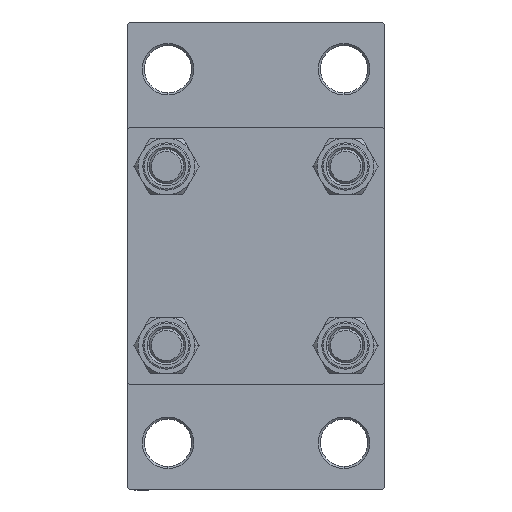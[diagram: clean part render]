
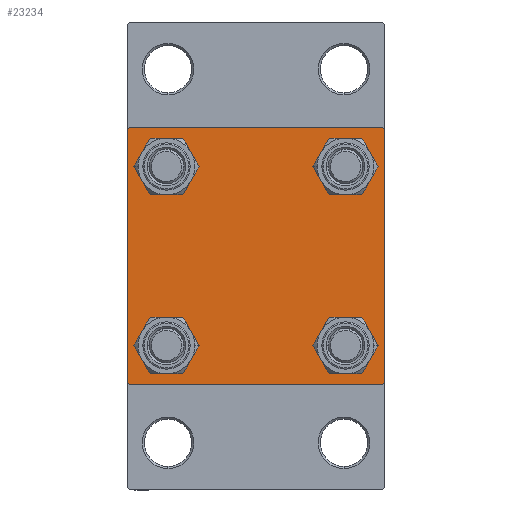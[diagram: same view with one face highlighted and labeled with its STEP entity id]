
A CAD part, left-side view. The second image highlights one B-rep face of the part: STEP entity #23234.
In plain terms, the highlighted planar face has unit normal (-1, 0, 0).
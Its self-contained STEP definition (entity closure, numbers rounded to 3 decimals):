
#169 = EDGE_CURVE ( 'NONE', #8770, #21858, #25371, .T. ) ;
#472 = CARTESIAN_POINT ( 'NONE',  ( 0., -20.85, 20.85 ) ) ;
#950 = CARTESIAN_POINT ( 'NONE',  ( 0., 20.85, 20.85 ) ) ;
#965 = ORIENTED_EDGE ( 'NONE', *, *, #6829, .T. ) ;
#1892 = LINE ( 'NONE', #20395, #20049 ) ;
#2145 = ORIENTED_EDGE ( 'NONE', *, *, #45351, .T. ) ;
#2225 = CARTESIAN_POINT ( 'NONE',  ( 0., -20.85, -20.85 ) ) ;
#3140 = CARTESIAN_POINT ( 'NONE',  ( 0., 29.5, 30. ) ) ;
#4001 = AXIS2_PLACEMENT_3D ( 'NONE', #26247, #40895, #26946 ) ;
#4364 = VERTEX_POINT ( 'NONE', #8530 ) ;
#5425 = VERTEX_POINT ( 'NONE', #42409 ) ;
#5970 = CARTESIAN_POINT ( 'NONE',  ( 0., -20.85, -25.35 ) ) ;
#6623 = CARTESIAN_POINT ( 'NONE',  ( 0., 20.85, -25.35 ) ) ;
#6625 = CARTESIAN_POINT ( 'NONE',  ( 0., 0., 0. ) ) ;
#6791 = ORIENTED_EDGE ( 'NONE', *, *, #9537, .T. ) ;
#6829 = EDGE_CURVE ( 'NONE', #35087, #38034, #32222, .T. ) ;
#6870 = CARTESIAN_POINT ( 'NONE',  ( 0., 30., 30. ) ) ;
#7258 = AXIS2_PLACEMENT_3D ( 'NONE', #39513, #17397, #31832 ) ;
#7403 = LINE ( 'NONE', #21828, #38515 ) ;
#7743 = ORIENTED_EDGE ( 'NONE', *, *, #29707, .T. ) ;
#8387 = AXIS2_PLACEMENT_3D ( 'NONE', #472, #36762, #33633 ) ;
#8530 = CARTESIAN_POINT ( 'NONE',  ( 0., 20.85, 25.35 ) ) ;
#8770 = VERTEX_POINT ( 'NONE', #3140 ) ;
#8968 = VERTEX_POINT ( 'NONE', #5970 ) ;
#9148 = ORIENTED_EDGE ( 'NONE', *, *, #18220, .T. ) ;
#9537 = EDGE_CURVE ( 'NONE', #32714, #5425, #13010, .T. ) ;
#10520 = CARTESIAN_POINT ( 'NONE',  ( 0., 30., -30. ) ) ;
#10801 = EDGE_LOOP ( 'NONE', ( #7743, #965 ) ) ;
#12230 = VECTOR ( 'NONE', #35368, 1000. ) ;
#12308 = DIRECTION ( 'NONE',  ( 0., 0., 1. ) ) ;
#12495 = CIRCLE ( 'NONE', #40914, 4.5 ) ;
#12704 = DIRECTION ( 'NONE',  ( 0., -0.707, 0.707 ) ) ;
#13010 = LINE ( 'NONE', #45238, #12230 ) ;
#13578 = EDGE_LOOP ( 'NONE', ( #45578, #39454 ) ) ;
#13834 = FACE_BOUND ( 'NONE', #10801, .T. ) ;
#13926 = CIRCLE ( 'NONE', #30826, 4.5 ) ;
#14077 = FACE_BOUND ( 'NONE', #13578, .T. ) ;
#14313 = PLANE ( 'NONE',  #19536 ) ;
#15251 = EDGE_CURVE ( 'NONE', #47049, #8968, #13926, .T. ) ;
#15425 = VERTEX_POINT ( 'NONE', #32745 ) ;
#15608 = DIRECTION ( 'NONE',  ( 0., 0., 1. ) ) ;
#15779 = CARTESIAN_POINT ( 'NONE',  ( 0., 20.85, -16.35 ) ) ;
#16495 = EDGE_CURVE ( 'NONE', #20439, #46147, #23925, .T. ) ;
#16883 = DIRECTION ( 'NONE',  ( 1., 0., 0. ) ) ;
#17262 = LINE ( 'NONE', #10520, #18159 ) ;
#17337 = VECTOR ( 'NONE', #38157, 1000. ) ;
#17397 = DIRECTION ( 'NONE',  ( 1., 0., 0. ) ) ;
#17835 = EDGE_LOOP ( 'NONE', ( #31482, #43334 ) ) ;
#18159 = VECTOR ( 'NONE', #21113, 1000. ) ;
#18220 = EDGE_CURVE ( 'NONE', #8968, #47049, #12495, .T. ) ;
#18546 = CARTESIAN_POINT ( 'NONE',  ( 0., 30., -29.5 ) ) ;
#19251 = VERTEX_POINT ( 'NONE', #33688 ) ;
#19536 = AXIS2_PLACEMENT_3D ( 'NONE', #6625, #40020, #21519 ) ;
#19633 = AXIS2_PLACEMENT_3D ( 'NONE', #950, #22106, #15608 ) ;
#19755 = DIRECTION ( 'NONE',  ( 1., 0., 0. ) ) ;
#19769 = DIRECTION ( 'NONE',  ( 0., 0., 1. ) ) ;
#19988 = CARTESIAN_POINT ( 'NONE',  ( 0., -20.85, 16.35 ) ) ;
#20049 = VECTOR ( 'NONE', #12704, 1000. ) ;
#20395 = CARTESIAN_POINT ( 'NONE',  ( 0., -29.75, -29.75 ) ) ;
#20439 = VERTEX_POINT ( 'NONE', #15779 ) ;
#21113 = DIRECTION ( 'NONE',  ( 0., -1., 0. ) ) ;
#21380 = EDGE_CURVE ( 'NONE', #47306, #32714, #38030, .T. ) ;
#21393 = EDGE_CURVE ( 'NONE', #19251, #4364, #42479, .T. ) ;
#21519 = DIRECTION ( 'NONE',  ( 0., 0., 1. ) ) ;
#21673 = VECTOR ( 'NONE', #29784, 1000. ) ;
#21828 = CARTESIAN_POINT ( 'NONE',  ( 0., -29.75, 29.75 ) ) ;
#21858 = VERTEX_POINT ( 'NONE', #46375 ) ;
#21943 = CIRCLE ( 'NONE', #19633, 4.5 ) ;
#21992 = FACE_BOUND ( 'NONE', #23283, .T. ) ;
#22106 = DIRECTION ( 'NONE',  ( 1., 0., 0. ) ) ;
#23234 = ADVANCED_FACE ( 'NONE', ( #13834, #21992, #14077, #28743, #29206 ), #14313, .T. ) ;
#23283 = EDGE_LOOP ( 'NONE', ( #25705, #9148 ) ) ;
#23344 = ORIENTED_EDGE ( 'NONE', *, *, #44506, .T. ) ;
#23364 = CARTESIAN_POINT ( 'NONE',  ( 0., 30., 30. ) ) ;
#23493 = CARTESIAN_POINT ( 'NONE',  ( 0., 29.75, 29.75 ) ) ;
#23925 = CIRCLE ( 'NONE', #4001, 4.5 ) ;
#25051 = DIRECTION ( 'NONE',  ( 0., 0., 1. ) ) ;
#25371 = LINE ( 'NONE', #6870, #46398 ) ;
#25705 = ORIENTED_EDGE ( 'NONE', *, *, #15251, .T. ) ;
#26247 = CARTESIAN_POINT ( 'NONE',  ( 0., 20.85, -20.85 ) ) ;
#26946 = DIRECTION ( 'NONE',  ( 0., 0., 1. ) ) ;
#28493 = AXIS2_PLACEMENT_3D ( 'NONE', #45169, #45397, #30731 ) ;
#28743 = FACE_BOUND ( 'NONE', #17835, .T. ) ;
#28752 = DIRECTION ( 'NONE',  ( 0., -1., 0. ) ) ;
#29206 = FACE_OUTER_BOUND ( 'NONE', #43411, .T. ) ;
#29383 = CARTESIAN_POINT ( 'NONE',  ( 0., -20.85, 25.35 ) ) ;
#29682 = EDGE_CURVE ( 'NONE', #15425, #34484, #1892, .T. ) ;
#29707 = EDGE_CURVE ( 'NONE', #38034, #35087, #39236, .T. ) ;
#29784 = DIRECTION ( 'NONE',  ( 0., 0., -1. ) ) ;
#30731 = DIRECTION ( 'NONE',  ( 0., 0., 1. ) ) ;
#30760 = EDGE_CURVE ( 'NONE', #47259, #21858, #7403, .T. ) ;
#30826 = AXIS2_PLACEMENT_3D ( 'NONE', #2225, #16883, #25051 ) ;
#31482 = ORIENTED_EDGE ( 'NONE', *, *, #40223, .T. ) ;
#31757 = VECTOR ( 'NONE', #38267, 1000. ) ;
#31819 = CARTESIAN_POINT ( 'NONE',  ( 0., -30., 29.5 ) ) ;
#31832 = DIRECTION ( 'NONE',  ( 0., 0., 1. ) ) ;
#32222 = CIRCLE ( 'NONE', #8387, 4.5 ) ;
#32714 = VERTEX_POINT ( 'NONE', #18546 ) ;
#32745 = CARTESIAN_POINT ( 'NONE',  ( 0., -29.5, -30. ) ) ;
#32910 = EDGE_CURVE ( 'NONE', #47259, #34484, #40830, .T. ) ;
#33633 = DIRECTION ( 'NONE',  ( 0., 0., 1. ) ) ;
#33688 = CARTESIAN_POINT ( 'NONE',  ( 0., 20.85, 16.35 ) ) ;
#34055 = ORIENTED_EDGE ( 'NONE', *, *, #169, .F. ) ;
#34373 = ORIENTED_EDGE ( 'NONE', *, *, #32910, .F. ) ;
#34484 = VERTEX_POINT ( 'NONE', #35063 ) ;
#35063 = CARTESIAN_POINT ( 'NONE',  ( 0., -30., -29.5 ) ) ;
#35087 = VERTEX_POINT ( 'NONE', #19988 ) ;
#35368 = DIRECTION ( 'NONE',  ( 0., -0.707, -0.707 ) ) ;
#36168 = EDGE_CURVE ( 'NONE', #46147, #20439, #42547, .T. ) ;
#36494 = CARTESIAN_POINT ( 'NONE',  ( 0., -20.85, -16.35 ) ) ;
#36762 = DIRECTION ( 'NONE',  ( 1., 0., 0. ) ) ;
#37161 = AXIS2_PLACEMENT_3D ( 'NONE', #37562, #19755, #12308 ) ;
#37215 = DIRECTION ( 'NONE',  ( 0., 0.707, 0.707 ) ) ;
#37477 = ORIENTED_EDGE ( 'NONE', *, *, #29682, .T. ) ;
#37562 = CARTESIAN_POINT ( 'NONE',  ( 0., 20.85, 20.85 ) ) ;
#38030 = LINE ( 'NONE', #23364, #31757 ) ;
#38034 = VERTEX_POINT ( 'NONE', #29383 ) ;
#38157 = DIRECTION ( 'NONE',  ( 0., 0.707, -0.707 ) ) ;
#38267 = DIRECTION ( 'NONE',  ( 0., 0., -1. ) ) ;
#38514 = CARTESIAN_POINT ( 'NONE',  ( 0., -20.85, -20.85 ) ) ;
#38515 = VECTOR ( 'NONE', #37215, 1000. ) ;
#39236 = CIRCLE ( 'NONE', #28493, 4.5 ) ;
#39454 = ORIENTED_EDGE ( 'NONE', *, *, #36168, .T. ) ;
#39513 = CARTESIAN_POINT ( 'NONE',  ( 0., 20.85, -20.85 ) ) ;
#40020 = DIRECTION ( 'NONE',  ( -1., 0., 0. ) ) ;
#40223 = EDGE_CURVE ( 'NONE', #4364, #19251, #21943, .T. ) ;
#40830 = LINE ( 'NONE', #43967, #21673 ) ;
#40895 = DIRECTION ( 'NONE',  ( 1., 0., 0. ) ) ;
#40914 = AXIS2_PLACEMENT_3D ( 'NONE', #38514, #42120, #19769 ) ;
#41324 = ORIENTED_EDGE ( 'NONE', *, *, #21380, .T. ) ;
#42120 = DIRECTION ( 'NONE',  ( 1., 0., 0. ) ) ;
#42409 = CARTESIAN_POINT ( 'NONE',  ( 0., 29.5, -30. ) ) ;
#42479 = CIRCLE ( 'NONE', #37161, 4.5 ) ;
#42547 = CIRCLE ( 'NONE', #7258, 4.5 ) ;
#43334 = ORIENTED_EDGE ( 'NONE', *, *, #21393, .T. ) ;
#43411 = EDGE_LOOP ( 'NONE', ( #41324, #6791, #2145, #37477, #34373, #46425, #34055, #23344 ) ) ;
#43967 = CARTESIAN_POINT ( 'NONE',  ( 0., -30., 30. ) ) ;
#44506 = EDGE_CURVE ( 'NONE', #8770, #47306, #46090, .T. ) ;
#45169 = CARTESIAN_POINT ( 'NONE',  ( 0., -20.85, 20.85 ) ) ;
#45238 = CARTESIAN_POINT ( 'NONE',  ( 0., 29.75, -29.75 ) ) ;
#45351 = EDGE_CURVE ( 'NONE', #5425, #15425, #17262, .T. ) ;
#45397 = DIRECTION ( 'NONE',  ( 1., 0., 0. ) ) ;
#45578 = ORIENTED_EDGE ( 'NONE', *, *, #16495, .T. ) ;
#46090 = LINE ( 'NONE', #23493, #17337 ) ;
#46147 = VERTEX_POINT ( 'NONE', #6623 ) ;
#46375 = CARTESIAN_POINT ( 'NONE',  ( 0., -29.5, 30. ) ) ;
#46398 = VECTOR ( 'NONE', #28752, 1000. ) ;
#46425 = ORIENTED_EDGE ( 'NONE', *, *, #30760, .T. ) ;
#47049 = VERTEX_POINT ( 'NONE', #36494 ) ;
#47259 = VERTEX_POINT ( 'NONE', #31819 ) ;
#47306 = VERTEX_POINT ( 'NONE', #47417 ) ;
#47417 = CARTESIAN_POINT ( 'NONE',  ( 0., 30., 29.5 ) ) ;
